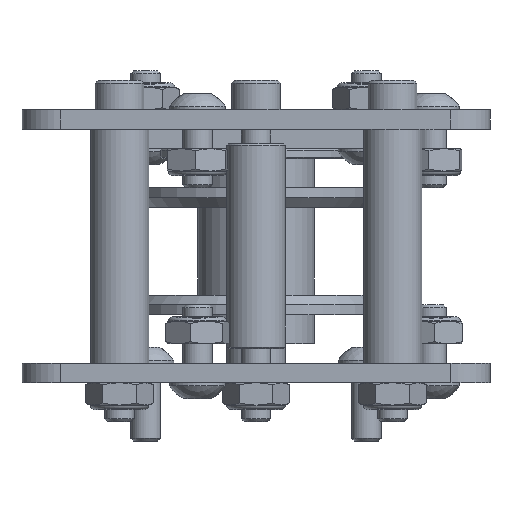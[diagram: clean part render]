
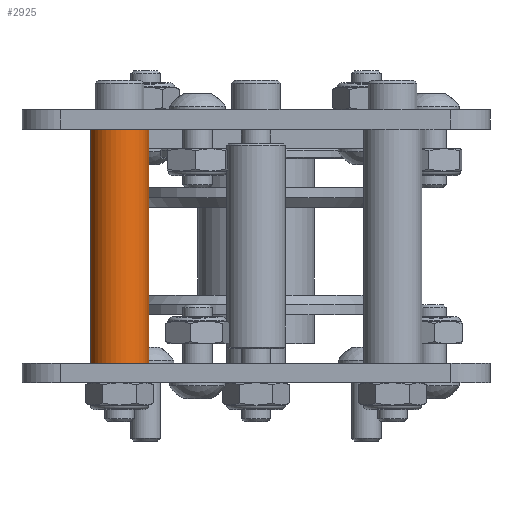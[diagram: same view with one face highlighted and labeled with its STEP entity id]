
A CAD part, left-side view. The second image highlights one B-rep face of the part: STEP entity #2925.
In plain terms, the highlighted cylindrical face has radius 4.763 mm (diameter 9.525 mm), a full revolution.
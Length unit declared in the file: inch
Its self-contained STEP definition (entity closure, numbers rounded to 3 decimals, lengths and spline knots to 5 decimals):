
#171 = DIRECTION ( 'NONE',  ( -1., 0., 0. ) ) ;
#375 = EDGE_LOOP ( 'NONE', ( #1195 ) ) ;
#1195 = ORIENTED_EDGE ( 'NONE', *, *, #1498, .T. ) ;
#1486 = AXIS2_PLACEMENT_3D ( 'NONE', #1801, #5325, #171 ) ;
#1498 = EDGE_CURVE ( 'NONE', #7011, #7011, #6292, .T. ) ;
#1801 = CARTESIAN_POINT ( 'NONE',  ( 0., 0., 0.75 ) ) ;
#1814 = CARTESIAN_POINT ( 'NONE',  ( 0.1875, 0., -0.75 ) ) ;
#1965 = DIRECTION ( 'NONE',  ( 1., 0., 0. ) ) ;
#2362 = CIRCLE ( 'NONE', #4317, 0.1875 ) ;
#2925 = ADVANCED_FACE ( 'NONE', ( #5410, #6451 ), #4731, .T. ) ;
#3044 = AXIS2_PLACEMENT_3D ( 'NONE', #4028, #6325, #5162 ) ;
#3173 = CARTESIAN_POINT ( 'NONE',  ( 0., 0., 0.75 ) ) ;
#4012 = ORIENTED_EDGE ( 'NONE', *, *, #6907, .F. ) ;
#4028 = CARTESIAN_POINT ( 'NONE',  ( 0., 0., -0.75 ) ) ;
#4317 = AXIS2_PLACEMENT_3D ( 'NONE', #3173, #4857, #1965 ) ;
#4413 = VERTEX_POINT ( 'NONE', #6036 ) ;
#4731 = CYLINDRICAL_SURFACE ( 'NONE', #1486, 0.1875 ) ;
#4857 = DIRECTION ( 'NONE',  ( 0., 0., 1. ) ) ;
#5162 = DIRECTION ( 'NONE',  ( 1., 0., 0. ) ) ;
#5325 = DIRECTION ( 'NONE',  ( 0., 0., -1. ) ) ;
#5410 = FACE_OUTER_BOUND ( 'NONE', #7100, .T. ) ;
#6036 = CARTESIAN_POINT ( 'NONE',  ( 0.1875, 0., 0.75 ) ) ;
#6292 = CIRCLE ( 'NONE', #3044, 0.1875 ) ;
#6325 = DIRECTION ( 'NONE',  ( 0., 0., 1. ) ) ;
#6451 = FACE_OUTER_BOUND ( 'NONE', #375, .T. ) ;
#6907 = EDGE_CURVE ( 'NONE', #4413, #4413, #2362, .T. ) ;
#7011 = VERTEX_POINT ( 'NONE', #1814 ) ;
#7100 = EDGE_LOOP ( 'NONE', ( #4012 ) ) ;
